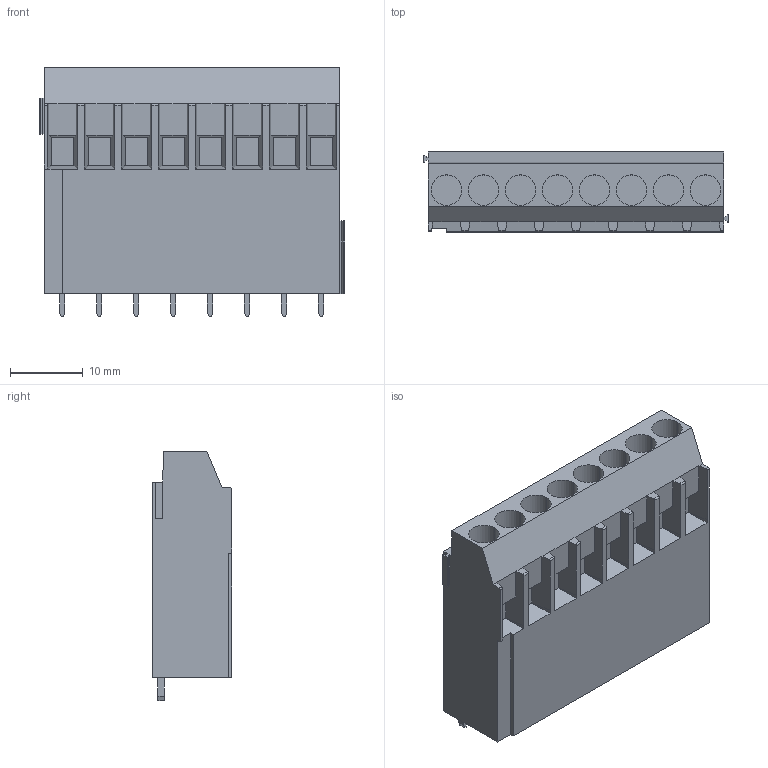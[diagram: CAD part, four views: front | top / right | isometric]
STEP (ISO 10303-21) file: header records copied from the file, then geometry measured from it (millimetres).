
FILE_DESCRIPTION(('CATIA V5 STEP Exchange','CAx-IF Rec.Pracs.--- Model Styling and Organization---1.2---2011-12-15'),'2;1');
FILE_NAME ('D1460876_0', '2018-09-07T04:32:10+00:00', ('none'), ('Weidmueller'), 'CATIA Version 5-6 Release 2014', 'CATIA V5 STEP AP214', 'none');
FILE_SCHEMA(('AUTOMOTIVE_DESIGN { 1 0 10303 214 1 1 1 1 }'));
Length unit declared in the file: millimetre
Products named in the file (1): 1975420000
Bounding box: 41.92 x 10.94 x 34.3 mm (x, y, z)
Volume: 12161.3 mm3; surface area: 4757.2 mm2
Topology: 9 solids, 9 shells, 211 faces, 547 edges, 362 vertices
Faces by surface type: plane 174, cylinder 37
Entity records: 5974 total; most frequent: CARTESIAN_POINT 1221, ORIENTED_EDGE 1094, DIRECTION 747, EDGE_CURVE 547, VECTOR 441, LINE 441, VERTEX_POINT 362, EDGE_LOOP 219
